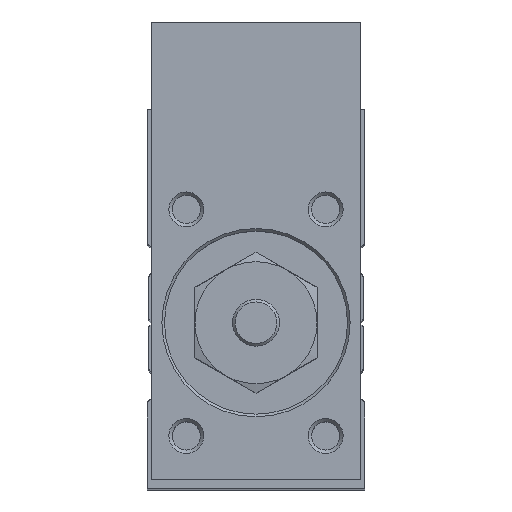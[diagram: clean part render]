
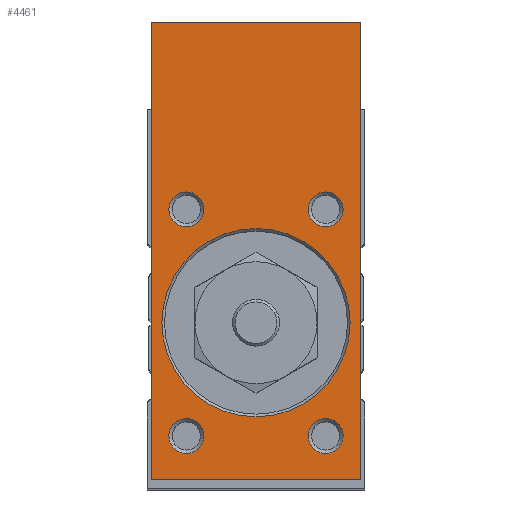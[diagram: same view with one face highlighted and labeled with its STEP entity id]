
A CAD part, top view. The second image highlights one B-rep face of the part: STEP entity #4461.
In plain terms, the highlighted planar face has unit normal (0, 0, 1).
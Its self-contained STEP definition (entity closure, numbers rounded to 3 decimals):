
#334=CIRCLE('',#4930,10.8);
#335=CIRCLE('',#4931,2.);
#336=CIRCLE('',#4932,2.);
#337=CIRCLE('',#4933,2.);
#338=CIRCLE('',#4934,2.);
#1021=ORIENTED_EDGE('',*,*,#1905,.T.);
#1022=ORIENTED_EDGE('',*,*,#1907,.T.);
#1023=ORIENTED_EDGE('',*,*,#1908,.T.);
#1024=ORIENTED_EDGE('',*,*,#1903,.T.);
#1025=ORIENTED_EDGE('',*,*,#1909,.T.);
#1026=ORIENTED_EDGE('',*,*,#1910,.T.);
#1027=ORIENTED_EDGE('',*,*,#1911,.T.);
#1028=ORIENTED_EDGE('',*,*,#1912,.T.);
#1029=ORIENTED_EDGE('',*,*,#1913,.T.);
#1903=EDGE_CURVE('',#2412,#2413,#2756,.T.);
#1905=EDGE_CURVE('',#2413,#2414,#2758,.T.);
#1907=EDGE_CURVE('',#2414,#2415,#2760,.T.);
#1908=EDGE_CURVE('',#2415,#2412,#2761,.T.);
#1909=EDGE_CURVE('',#2416,#2416,#334,.T.);
#1910=EDGE_CURVE('',#2417,#2417,#335,.T.);
#1911=EDGE_CURVE('',#2418,#2418,#336,.T.);
#1912=EDGE_CURVE('',#2419,#2419,#337,.T.);
#1913=EDGE_CURVE('',#2420,#2420,#338,.T.);
#2412=VERTEX_POINT('',#7246);
#2413=VERTEX_POINT('',#7248);
#2414=VERTEX_POINT('',#7252);
#2415=VERTEX_POINT('',#7256);
#2416=VERTEX_POINT('',#7262);
#2417=VERTEX_POINT('',#7264);
#2418=VERTEX_POINT('',#7266);
#2419=VERTEX_POINT('',#7268);
#2420=VERTEX_POINT('',#7270);
#2756=LINE('',#7249,#3116);
#2758=LINE('',#7253,#3118);
#2760=LINE('',#7257,#3120);
#2761=LINE('',#7259,#3121);
#3116=VECTOR('',#5922,1000.);
#3118=VECTOR('',#5926,1000.);
#3120=VECTOR('',#5930,1000.);
#3121=VECTOR('',#5933,1000.);
#3513=EDGE_LOOP('',(#1021,#1022,#1023,#1024));
#3514=EDGE_LOOP('',(#1025));
#3515=EDGE_LOOP('',(#1026));
#3516=EDGE_LOOP('',(#1027));
#3517=EDGE_LOOP('',(#1028));
#3518=EDGE_LOOP('',(#1029));
#3957=FACE_BOUND('',#3513,.T.);
#3958=FACE_BOUND('',#3514,.T.);
#3959=FACE_BOUND('',#3515,.T.);
#3960=FACE_BOUND('',#3516,.T.);
#3961=FACE_BOUND('',#3517,.T.);
#3962=FACE_BOUND('',#3518,.T.);
#4230=PLANE('',#4929);
#4461=ADVANCED_FACE('',(#3957,#3958,#3959,#3960,#3961,#3962),#4230,.T.);
#4929=AXIS2_PLACEMENT_3D('',#7260,#5934,#5935);
#4930=AXIS2_PLACEMENT_3D('',#7261,#5936,#5937);
#4931=AXIS2_PLACEMENT_3D('',#7263,#5938,#5939);
#4932=AXIS2_PLACEMENT_3D('',#7265,#5940,#5941);
#4933=AXIS2_PLACEMENT_3D('',#7267,#5942,#5943);
#4934=AXIS2_PLACEMENT_3D('',#7269,#5944,#5945);
#5922=DIRECTION('',(-1.,0.,0.));
#5926=DIRECTION('',(0.,-1.,0.));
#5930=DIRECTION('',(1.,0.,0.));
#5933=DIRECTION('',(0.,1.,0.));
#5934=DIRECTION('',(0.,0.,1.));
#5935=DIRECTION('',(1.,0.,0.));
#5936=DIRECTION('',(0.,0.,-1.));
#5937=DIRECTION('',(-1.,0.,0.));
#5938=DIRECTION('',(0.,0.,-1.));
#5939=DIRECTION('',(-1.,0.,0.));
#5940=DIRECTION('',(0.,0.,-1.));
#5941=DIRECTION('',(-1.,0.,0.));
#5942=DIRECTION('',(0.,0.,-1.));
#5943=DIRECTION('',(-1.,0.,0.));
#5944=DIRECTION('',(0.,0.,-1.));
#5945=DIRECTION('',(-1.,0.,0.));
#7246=CARTESIAN_POINT('',(12.,34.5,14.));
#7248=CARTESIAN_POINT('',(-12.,34.5,14.));
#7249=CARTESIAN_POINT('',(12.,34.5,14.));
#7252=CARTESIAN_POINT('',(-12.,-18.,14.));
#7253=CARTESIAN_POINT('',(-12.,34.5,14.));
#7256=CARTESIAN_POINT('',(12.,-18.,14.));
#7257=CARTESIAN_POINT('',(-12.,-18.,14.));
#7259=CARTESIAN_POINT('',(12.,-18.,14.));
#7260=CARTESIAN_POINT('',(0.,0.,14.));
#7261=CARTESIAN_POINT('',(0.,0.,14.));
#7262=CARTESIAN_POINT('',(-10.8,0.,14.));
#7263=CARTESIAN_POINT('',(8.,13.,14.));
#7264=CARTESIAN_POINT('',(6.,13.,14.));
#7265=CARTESIAN_POINT('',(-8.,-13.,14.));
#7266=CARTESIAN_POINT('',(-10.,-13.,14.));
#7267=CARTESIAN_POINT('',(8.,-13.,14.));
#7268=CARTESIAN_POINT('',(6.,-13.,14.));
#7269=CARTESIAN_POINT('',(-8.,13.,14.));
#7270=CARTESIAN_POINT('',(-10.,13.,14.));
